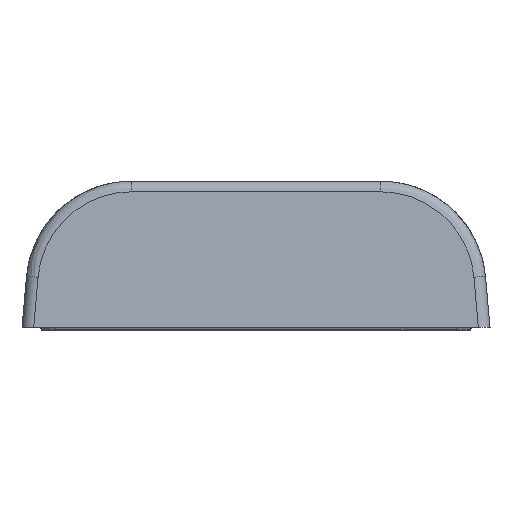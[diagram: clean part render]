
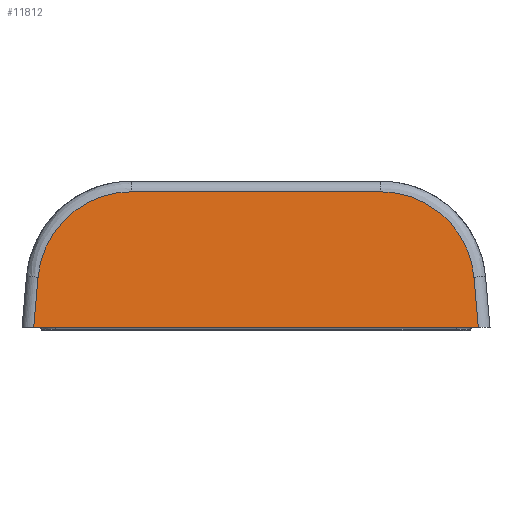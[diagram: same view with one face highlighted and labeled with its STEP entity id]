
A CAD part, front view. The second image highlights one B-rep face of the part: STEP entity #11812.
In plain terms, the highlighted face is planar.
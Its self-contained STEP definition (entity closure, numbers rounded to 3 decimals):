
#443=ELLIPSE('',#12912,16.061,16.);
#444=ELLIPSE('',#12914,16.061,16.);
#1670=FACE_OUTER_BOUND('',#2352,.T.);
#2352=EDGE_LOOP('',(#9756,#9757,#9758,#9759,#9760,#9761));
#3197=LINE('',#20818,#4145);
#3198=LINE('',#20899,#4146);
#3199=LINE('',#20902,#4147);
#3201=LINE('',#20906,#4149);
#4145=VECTOR('',#15669,10.);
#4146=VECTOR('',#15684,10.);
#4147=VECTOR('',#15687,10.);
#4149=VECTOR('',#15693,10.);
#5207=VERTEX_POINT('',#20815);
#5208=VERTEX_POINT('',#20817);
#5209=VERTEX_POINT('',#20855);
#5210=VERTEX_POINT('',#20893);
#5211=VERTEX_POINT('',#20897);
#5212=VERTEX_POINT('',#20901);
#6761=EDGE_CURVE('',#5207,#5208,#3197,.T.);
#6764=EDGE_CURVE('',#5209,#5207,#443,.T.);
#6766=EDGE_CURVE('',#5208,#5210,#444,.T.);
#6768=EDGE_CURVE('',#5211,#5209,#3198,.T.);
#6769=EDGE_CURVE('',#5210,#5212,#3199,.T.);
#6772=EDGE_CURVE('',#5212,#5211,#3201,.T.);
#9756=ORIENTED_EDGE('',*,*,#6769,.F.);
#9757=ORIENTED_EDGE('',*,*,#6766,.F.);
#9758=ORIENTED_EDGE('',*,*,#6761,.F.);
#9759=ORIENTED_EDGE('',*,*,#6764,.F.);
#9760=ORIENTED_EDGE('',*,*,#6768,.F.);
#9761=ORIENTED_EDGE('',*,*,#6772,.F.);
#10737=PLANE('',#12920);
#11812=ADVANCED_FACE('',(#1670),#10737,.F.);
#12912=AXIS2_PLACEMENT_3D('',#20857,#15674,#15675);
#12914=AXIS2_PLACEMENT_3D('',#20895,#15678,#15679);
#12920=AXIS2_PLACEMENT_3D('',#20907,#15694,#15695);
#15669=DIRECTION('',(-1.,0.,0.));
#15674=DIRECTION('center_axis',(0.,-0.087,0.996));
#15675=DIRECTION('ref_axis',(0.,0.996,0.087));
#15678=DIRECTION('center_axis',(0.,-0.087,0.996));
#15679=DIRECTION('ref_axis',(0.,0.996,0.087));
#15684=DIRECTION('',(-0.087,0.992,0.087));
#15687=DIRECTION('',(-0.087,-0.992,-0.087));
#15693=DIRECTION('',(1.,0.,0.));
#15694=DIRECTION('center_axis',(0.,-0.087,0.996));
#15695=DIRECTION('ref_axis',(1.,0.,0.));
#20815=CARTESIAN_POINT('',(61.319,23.174,2.027));
#20817=CARTESIAN_POINT('',(18.681,23.174,2.027));
#20818=CARTESIAN_POINT('',(20.,23.174,2.027));
#20855=CARTESIAN_POINT('',(77.258,8.569,0.75));
#20857=CARTESIAN_POINT('Origin',(61.319,7.174,0.628));
#20893=CARTESIAN_POINT('',(2.742,8.569,0.75));
#20895=CARTESIAN_POINT('Origin',(18.681,7.174,0.628));
#20897=CARTESIAN_POINT('',(78.008,0.,0.));
#20899=CARTESIAN_POINT('',(76.25,20.09,1.758));
#20901=CARTESIAN_POINT('',(1.992,0.,0.));
#20902=CARTESIAN_POINT('',(2.669,7.731,0.676));
#20906=CARTESIAN_POINT('',(0.,0.,0.));
#20907=CARTESIAN_POINT('Origin',(40.,12.452,1.089));
